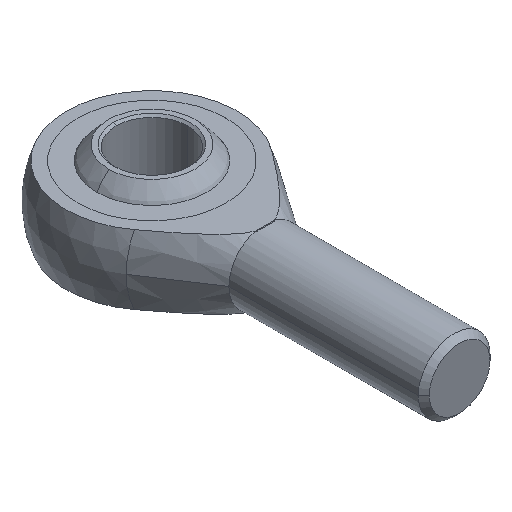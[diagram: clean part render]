
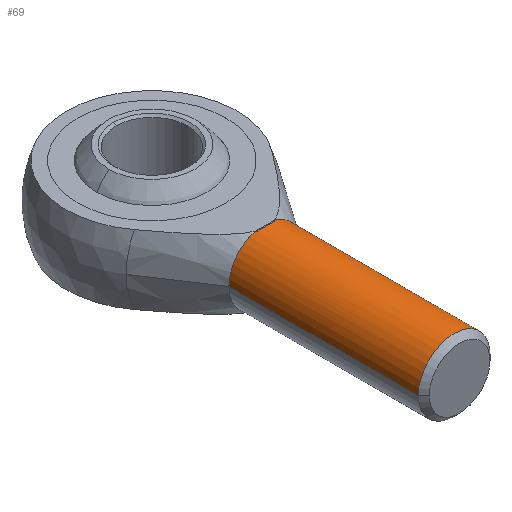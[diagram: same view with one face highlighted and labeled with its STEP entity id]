
A CAD part, isometric view. The second image highlights one B-rep face of the part: STEP entity #69.
In plain terms, the highlighted cylindrical face has radius 7 mm (diameter 14 mm), a partial arc.
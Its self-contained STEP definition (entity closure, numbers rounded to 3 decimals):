
#69=ADVANCED_FACE('',(#160),#161,.T.);
#160=FACE_OUTER_BOUND('',#280,.T.);
#161=CYLINDRICAL_SURFACE('',#281,7.0);
#280=EDGE_LOOP('',(#407,#408,#409,#410,#411,#412));
#281=AXIS2_PLACEMENT_3D('',#413,#414,#415);
#407=ORIENTED_EDGE('',*,*,#680,.F.);
#408=ORIENTED_EDGE('',*,*,#663,.T.);
#409=ORIENTED_EDGE('',*,*,#681,.F.);
#410=ORIENTED_EDGE('',*,*,#678,.T.);
#411=ORIENTED_EDGE('',*,*,#682,.T.);
#412=ORIENTED_EDGE('',*,*,#666,.T.);
#413=CARTESIAN_POINT('',(0.,-30.0,0.0));
#414=DIRECTION('',(0.,1.0,0.0));
#415=DIRECTION('',(-1.0,0.,0.0));
#663=EDGE_CURVE('',#771,#775,#777,.T.);
#666=EDGE_CURVE('',#782,#779,#783,.T.);
#678=EDGE_CURVE('',#799,#801,#803,.T.);
#680=EDGE_CURVE('',#771,#779,#805,.T.);
#681=EDGE_CURVE('',#799,#775,#806,.T.);
#682=EDGE_CURVE('',#801,#782,#807,.T.);
#771=VERTEX_POINT('',#931);
#775=VERTEX_POINT('',#936);
#777=CIRCLE('',#939,7.0);
#779=VERTEX_POINT('',#941);
#782=VERTEX_POINT('',#945);
#783=CIRCLE('',#946,7.0);
#799=VERTEX_POINT('',#971);
#801=VERTEX_POINT('',#974);
#803=CIRCLE('',#985,7.0);
#805=LINE('',#987,#988);
#806=LINE('',#989,#990);
#807=B_SPLINE_CURVE_WITH_KNOTS('',3,(#991,#992,#993,#994,#995,#996,#997,#998,#999,#1000,#1001,#1002,#1003,#1004,#1005,#1006,#1007,#1008,#1009,#1010,#1011,#1012,#1013,#1014,#1015,#1016,#1017,#1018,#1019,#1020,#1021,#1022,#1023,#1024,#1025,#1026,#1027,#1028,#1029),.UNSPECIFIED.,.F.,.F.,(4,2,2,2,2,2,2,2,2,3,2,2,2,2,2,2,2,2,4),(-2.014,-1.957,-1.901,-1.845,-1.732,-1.516,-1.299,-0.866,-0.433,0.0,0.433,0.866,1.299,1.516,1.732,1.845,1.901,1.957,2.014),.UNSPECIFIED.);
#931=CARTESIAN_POINT('',(-7.0,-58.918,0.0));
#936=CARTESIAN_POINT('',(7.0,-58.918,0.));
#939=AXIS2_PLACEMENT_3D('',#1224,#1225,#1226);
#941=CARTESIAN_POINT('',(-7.0,-22.0,0.));
#945=CARTESIAN_POINT('',(-1.854,-22.0,6.75));
#946=AXIS2_PLACEMENT_3D('',#1228,#1229,#1230);
#971=CARTESIAN_POINT('',(7.0,-22.0,0.));
#974=CARTESIAN_POINT('',(1.854,-22.0,6.75));
#985=AXIS2_PLACEMENT_3D('',#1250,#1251,#1252);
#987=CARTESIAN_POINT('',(-7.0,-30.0,0.));
#988=VECTOR('',#1253,1.0);
#989=CARTESIAN_POINT('',(7.0,-30.0,0.));
#990=VECTOR('',#1254,1.0);
#991=CARTESIAN_POINT('',(1.843,-21.946,6.753));
#992=CARTESIAN_POINT('',(1.85,-21.963,6.751));
#993=CARTESIAN_POINT('',(1.854,-21.981,6.75));
#994=CARTESIAN_POINT('',(1.854,-22.019,6.75));
#995=CARTESIAN_POINT('',(1.85,-22.037,6.751));
#996=CARTESIAN_POINT('',(1.837,-22.071,6.755));
#997=CARTESIAN_POINT('',(1.827,-22.087,6.757));
#998=CARTESIAN_POINT('',(1.792,-22.132,6.767));
#999=CARTESIAN_POINT('',(1.761,-22.158,6.775));
#1000=CARTESIAN_POINT('',(1.672,-22.217,6.798));
#1001=CARTESIAN_POINT('',(1.608,-22.245,6.813));
#1002=CARTESIAN_POINT('',(1.478,-22.291,6.843));
#1003=CARTESIAN_POINT('',(1.41,-22.31,6.857));
#1004=CARTESIAN_POINT('',(1.201,-22.357,6.898));
#1005=CARTESIAN_POINT('',(1.054,-22.378,6.922));
#1006=CARTESIAN_POINT('',(0.753,-22.409,6.961));
#1007=CARTESIAN_POINT('',(0.599,-22.418,6.976));
#1008=CARTESIAN_POINT('',(0.295,-22.431,6.995));
#1009=CARTESIAN_POINT('',(0.144,-22.433,7.0));
#1010=CARTESIAN_POINT('',(0.,-22.433,7.0));
#1011=CARTESIAN_POINT('',(-0.144,-22.433,7.0));
#1012=CARTESIAN_POINT('',(-0.295,-22.431,6.995));
#1013=CARTESIAN_POINT('',(-0.599,-22.418,6.976));
#1014=CARTESIAN_POINT('',(-0.753,-22.409,6.961));
#1015=CARTESIAN_POINT('',(-1.054,-22.378,6.922));
#1016=CARTESIAN_POINT('',(-1.201,-22.357,6.898));
#1017=CARTESIAN_POINT('',(-1.41,-22.31,6.857));
#1018=CARTESIAN_POINT('',(-1.478,-22.291,6.843));
#1019=CARTESIAN_POINT('',(-1.608,-22.245,6.813));
#1020=CARTESIAN_POINT('',(-1.672,-22.217,6.798));
#1021=CARTESIAN_POINT('',(-1.761,-22.158,6.775));
#1022=CARTESIAN_POINT('',(-1.792,-22.132,6.767));
#1023=CARTESIAN_POINT('',(-1.827,-22.087,6.757));
#1024=CARTESIAN_POINT('',(-1.837,-22.071,6.755));
#1025=CARTESIAN_POINT('',(-1.85,-22.037,6.751));
#1026=CARTESIAN_POINT('',(-1.854,-22.019,6.75));
#1027=CARTESIAN_POINT('',(-1.854,-21.981,6.75));
#1028=CARTESIAN_POINT('',(-1.85,-21.963,6.751));
#1029=CARTESIAN_POINT('',(-1.843,-21.946,6.753));
#1224=CARTESIAN_POINT('',(0.,-58.918,0.0));
#1225=DIRECTION('',(0.,1.0,0.0));
#1226=DIRECTION('',(-1.0,0.,0.0));
#1228=CARTESIAN_POINT('',(0.,-22.0,0.0));
#1229=DIRECTION('',(0.,-1.0,-0.0));
#1230=DIRECTION('',(-1.0,0.,0.0));
#1250=CARTESIAN_POINT('',(0.,-22.0,0.0));
#1251=DIRECTION('',(0.,-1.0,-0.0));
#1252=DIRECTION('',(-1.0,0.,0.0));
#1253=DIRECTION('',(0.,1.0,0.0));
#1254=DIRECTION('',(0.,-1.0,-0.0));
